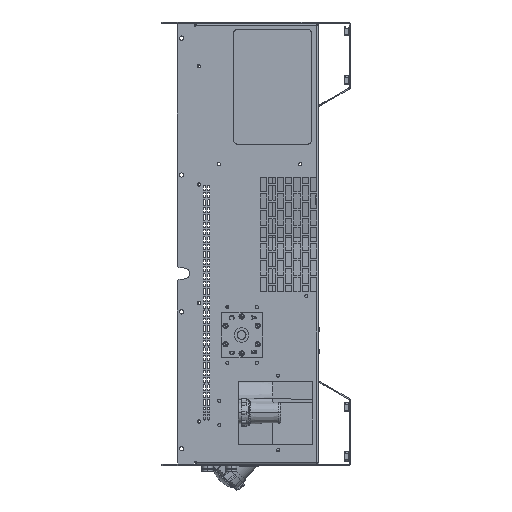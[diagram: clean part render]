
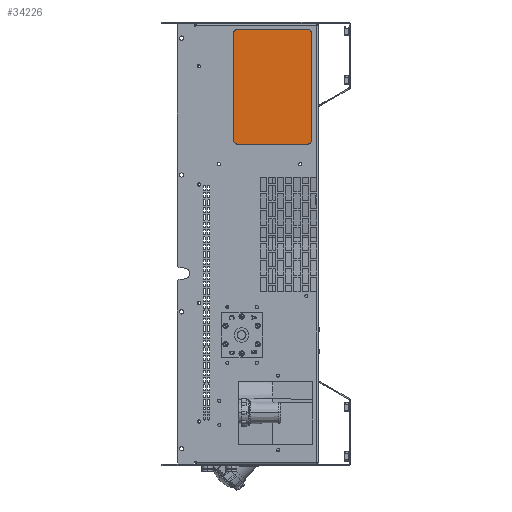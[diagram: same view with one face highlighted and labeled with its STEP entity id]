
A CAD part, left-side view. The second image highlights one B-rep face of the part: STEP entity #34226.
In plain terms, the highlighted planar face has unit normal (-1, 0, 0).
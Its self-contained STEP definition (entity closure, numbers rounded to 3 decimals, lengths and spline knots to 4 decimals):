
#1958 = DIRECTION ( 'NONE',  ( -1., 0., 0. ) ) ;
#2247 = ORIENTED_EDGE ( 'NONE', *, *, #37754, .T. ) ;
#2382 = CARTESIAN_POINT ( 'NONE',  ( -10.6357, 0.6753, 14.4802 ) ) ;
#2675 = PLANE ( 'NONE',  #67670 ) ;
#3340 = EDGE_CURVE ( 'NONE', #51781, #96201, #57015, .T. ) ;
#3563 = VECTOR ( 'NONE', #78925, 39.3701 ) ;
#3673 = AXIS2_PLACEMENT_3D ( 'NONE', #33201, #87229, #40958 ) ;
#8593 = DIRECTION ( 'NONE',  ( 0., 0., -1. ) ) ;
#10275 = EDGE_CURVE ( 'NONE', #23485, #84526, #78807, .T. ) ;
#12572 = VERTEX_POINT ( 'NONE', #46806 ) ;
#14506 = VERTEX_POINT ( 'NONE', #26160 ) ;
#16363 = CARTESIAN_POINT ( 'NONE',  ( -10.6357, 5.6753, 6.9802 ) ) ;
#17151 = CARTESIAN_POINT ( 'NONE',  ( -10.6357, 0.4253, 6.9802 ) ) ;
#19120 = AXIS2_PLACEMENT_3D ( 'NONE', #55522, #32213, #39969 ) ;
#19467 = CARTESIAN_POINT ( 'NONE',  ( -10.6357, 0.6753, 6.7302 ) ) ;
#19473 = ORIENTED_EDGE ( 'NONE', *, *, #10275, .T. ) ;
#23485 = VERTEX_POINT ( 'NONE', #52172 ) ;
#24360 = DIRECTION ( 'NONE',  ( 0., -1., 0. ) ) ;
#25030 = ORIENTED_EDGE ( 'NONE', *, *, #56314, .T. ) ;
#25741 = EDGE_LOOP ( 'NONE', ( #53119, #25030, #2247, #62704, #99716, #89648, #19473, #72281 ) ) ;
#26160 = CARTESIAN_POINT ( 'NONE',  ( -10.6357, 0.4253, 6.9802 ) ) ;
#27309 = DIRECTION ( 'NONE',  ( 1., 0., 0. ) ) ;
#28172 = VERTEX_POINT ( 'NONE', #59447 ) ;
#31608 = VECTOR ( 'NONE', #24360, 39.3701 ) ;
#32213 = DIRECTION ( 'NONE',  ( -1., 0., 0. ) ) ;
#33058 = CIRCLE ( 'NONE', #49023, 0.25 ) ;
#33201 = CARTESIAN_POINT ( 'NONE',  ( -10.6357, 0.6753, 6.9802 ) ) ;
#34226 = ADVANCED_FACE ( 'NONE', ( #42121 ), #2675, .F. ) ;
#37754 = EDGE_CURVE ( 'NONE', #28172, #51781, #54579, .T. ) ;
#38248 = DIRECTION ( 'NONE',  ( -1., 0., 0. ) ) ;
#39969 = DIRECTION ( 'NONE',  ( 0., 0., 1. ) ) ;
#40958 = DIRECTION ( 'NONE',  ( 0., 0., -1. ) ) ;
#42121 = FACE_OUTER_BOUND ( 'NONE', #25741, .T. ) ;
#46646 = EDGE_CURVE ( 'NONE', #12572, #69682, #33058, .T. ) ;
#46806 = CARTESIAN_POINT ( 'NONE',  ( -10.6357, 5.4253, 14.4802 ) ) ;
#47157 = CARTESIAN_POINT ( 'NONE',  ( -10.6357, 0.6753, 6.7302 ) ) ;
#48179 = CARTESIAN_POINT ( 'NONE',  ( -10.6357, 5.4253, 14.2302 ) ) ;
#49023 = AXIS2_PLACEMENT_3D ( 'NONE', #48179, #1958, #55957 ) ;
#51394 = VECTOR ( 'NONE', #8593, 39.3701 ) ;
#51488 = CARTESIAN_POINT ( 'NONE',  ( -10.6357, 0.6753, 14.4802 ) ) ;
#51781 = VERTEX_POINT ( 'NONE', #72479 ) ;
#52172 = CARTESIAN_POINT ( 'NONE',  ( -10.6357, 0.4253, 14.2302 ) ) ;
#53119 = ORIENTED_EDGE ( 'NONE', *, *, #46646, .T. ) ;
#54057 = EDGE_CURVE ( 'NONE', #84526, #12572, #81569, .T. ) ;
#54579 = CIRCLE ( 'NONE', #62049, 0.25 ) ;
#55522 = CARTESIAN_POINT ( 'NONE',  ( -10.6357, 0.6753, 14.2302 ) ) ;
#55957 = DIRECTION ( 'NONE',  ( 0., 0., -1. ) ) ;
#56314 = EDGE_CURVE ( 'NONE', #69682, #28172, #94908, .T. ) ;
#57015 = LINE ( 'NONE', #19467, #31608 ) ;
#59447 = CARTESIAN_POINT ( 'NONE',  ( -10.6357, 5.6753, 6.9802 ) ) ;
#61051 = VECTOR ( 'NONE', #95204, 39.3701 ) ;
#62049 = AXIS2_PLACEMENT_3D ( 'NONE', #84479, #38248, #92230 ) ;
#62704 = ORIENTED_EDGE ( 'NONE', *, *, #3340, .T. ) ;
#67670 = AXIS2_PLACEMENT_3D ( 'NONE', #73584, #27309, #81334 ) ;
#69682 = VERTEX_POINT ( 'NONE', #98977 ) ;
#72281 = ORIENTED_EDGE ( 'NONE', *, *, #54057, .T. ) ;
#72479 = CARTESIAN_POINT ( 'NONE',  ( -10.6357, 5.4253, 6.7302 ) ) ;
#73584 = CARTESIAN_POINT ( 'NONE',  ( -10.6357, 5.4253, 14.2302 ) ) ;
#78807 = CIRCLE ( 'NONE', #19120, 0.25 ) ;
#78925 = DIRECTION ( 'NONE',  ( 0., 0., 1. ) ) ;
#79766 = EDGE_CURVE ( 'NONE', #14506, #23485, #85708, .T. ) ;
#81334 = DIRECTION ( 'NONE',  ( 0., 0., -1. ) ) ;
#81569 = LINE ( 'NONE', #2382, #61051 ) ;
#84479 = CARTESIAN_POINT ( 'NONE',  ( -10.6357, 5.4253, 6.9802 ) ) ;
#84526 = VERTEX_POINT ( 'NONE', #51488 ) ;
#85708 = LINE ( 'NONE', #17151, #3563 ) ;
#87229 = DIRECTION ( 'NONE',  ( -1., 0., 0. ) ) ;
#89400 = CIRCLE ( 'NONE', #3673, 0.25 ) ;
#89648 = ORIENTED_EDGE ( 'NONE', *, *, #79766, .T. ) ;
#92230 = DIRECTION ( 'NONE',  ( 0., 0., -1. ) ) ;
#94908 = LINE ( 'NONE', #16363, #51394 ) ;
#95204 = DIRECTION ( 'NONE',  ( 0., 1., 0. ) ) ;
#96201 = VERTEX_POINT ( 'NONE', #47157 ) ;
#96789 = EDGE_CURVE ( 'NONE', #96201, #14506, #89400, .T. ) ;
#98977 = CARTESIAN_POINT ( 'NONE',  ( -10.6357, 5.6753, 14.2302 ) ) ;
#99716 = ORIENTED_EDGE ( 'NONE', *, *, #96789, .T. ) ;
